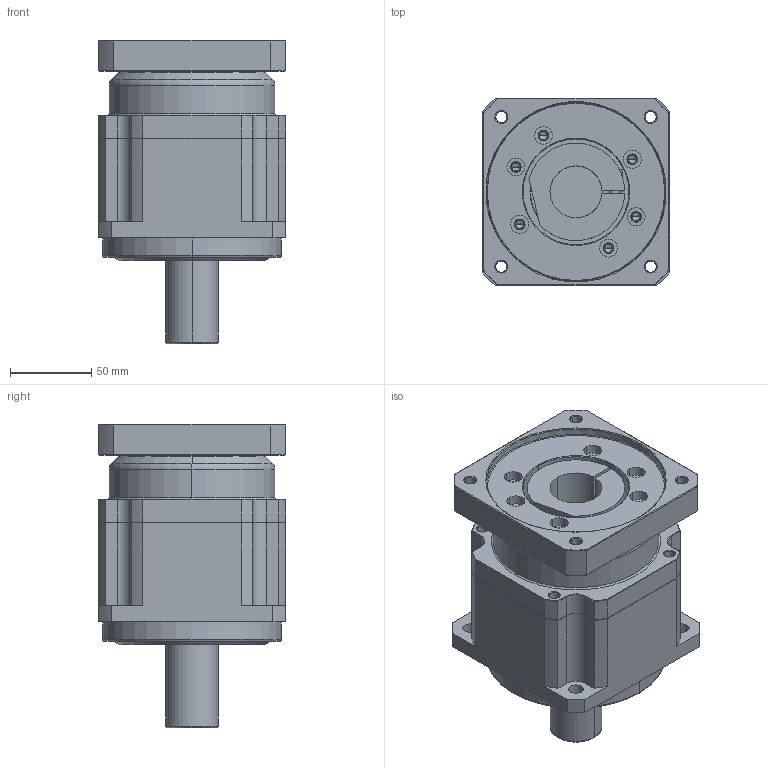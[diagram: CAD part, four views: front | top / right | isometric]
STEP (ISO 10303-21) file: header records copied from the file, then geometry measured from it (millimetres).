
FILE_DESCRIPTION((''),'2;1');
FILE_NAME('AB1151-P4140301_ASM','2008-02-19T',('d00280'),(''),'PRO/ENGINEER BY PARAMETRIC TECHNOLOGY CORPORATION, 2006170','PRO/ENGINEER BY PARAMETRIC TECHNOLOGY CORPORATION, 2006170','');
FILE_SCHEMA(('CONFIG_CONTROL_DESIGN'));
Length unit declared in the file: millimetre
Products named in the file (4): AB1151; PK940001; P4140301; AB1151-P4140301_ASM
Assembly tree (3 placements, depth 2):
  AB1151-P4140301_ASM
    AB1151
    PK940001
    P4140301
Bounding box: 115 x 115 x 186.5 mm (x, y, z)
Volume: 1244977 mm3; surface area: 161860.2 mm2
Topology: 3 solids, 15 shells, 418 faces, 983 edges, 597 vertices
Faces by surface type: cylinder 179, cone 98, plane 85, torus 56
Entity records: 12309 total; most frequent: DIRECTION 2311, CARTESIAN_POINT 2263, ORIENTED_EDGE 1888, EDGE_CURVE 969, AXIS2_PLACEMENT_3D 962, VERTEX_POINT 597, CIRCLE 531, EDGE_LOOP 502
